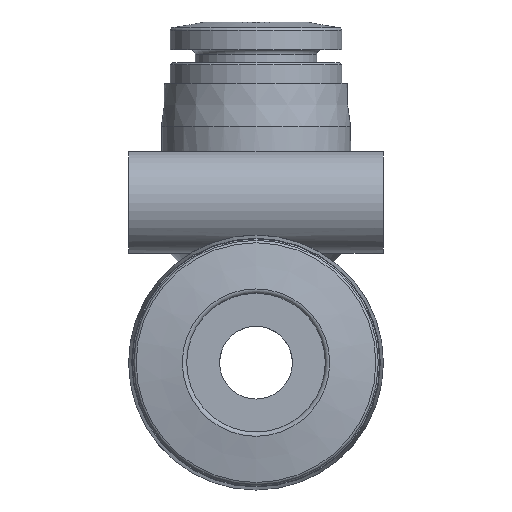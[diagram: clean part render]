
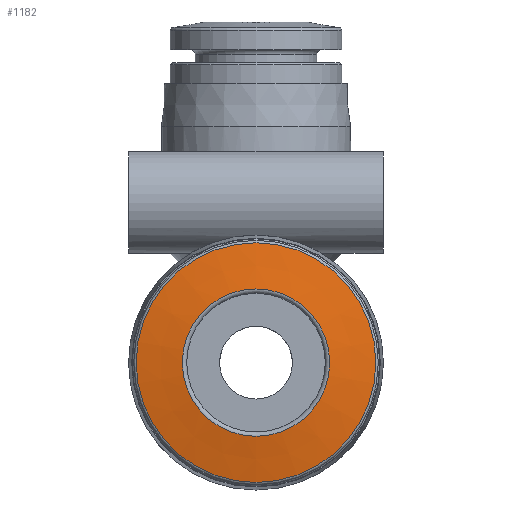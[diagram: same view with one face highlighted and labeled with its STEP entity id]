
A CAD part, left-side view. The second image highlights one B-rep face of the part: STEP entity #1182.
In plain terms, the highlighted conical face has half-angle 80 degrees and reference radius 5.062 mm.
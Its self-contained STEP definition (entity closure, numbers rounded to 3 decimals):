
#50=CONICAL_SURFACE('',#1261,5.063,1.396);
#125=ORIENTED_EDGE('',*,*,#287,.F.);
#126=ORIENTED_EDGE('',*,*,#288,.T.);
#287=EDGE_CURVE('',#364,#364,#423,.T.);
#288=EDGE_CURVE('',#365,#365,#424,.T.);
#364=VERTEX_POINT('',#1825);
#365=VERTEX_POINT('',#1827);
#423=CIRCLE('',#1262,8.235);
#424=CIRCLE('',#1263,5.063);
#485=EDGE_LOOP('',(#125));
#486=EDGE_LOOP('',(#126));
#605=FACE_BOUND('',#485,.T.);
#606=FACE_BOUND('',#486,.T.);
#1182=ADVANCED_FACE('',(#605,#606),#50,.T.);
#1261=AXIS2_PLACEMENT_3D('',#1823,#1407,#1408);
#1262=AXIS2_PLACEMENT_3D('',#1824,#1409,#1410);
#1263=AXIS2_PLACEMENT_3D('',#1826,#1411,#1412);
#1407=DIRECTION('',(1.,0.,0.));
#1408=DIRECTION('',(0.,0.,-1.));
#1409=DIRECTION('',(1.,0.,0.));
#1410=DIRECTION('',(0.,0.,-1.));
#1411=DIRECTION('',(1.,0.,0.));
#1412=DIRECTION('',(0.,0.,-1.));
#1823=CARTESIAN_POINT('',(-24.2,0.,0.));
#1824=CARTESIAN_POINT('',(-23.641,0.,0.));
#1825=CARTESIAN_POINT('',(-23.641,0.,-8.235));
#1826=CARTESIAN_POINT('',(-24.2,0.,0.));
#1827=CARTESIAN_POINT('',(-24.2,0.,-5.063));
